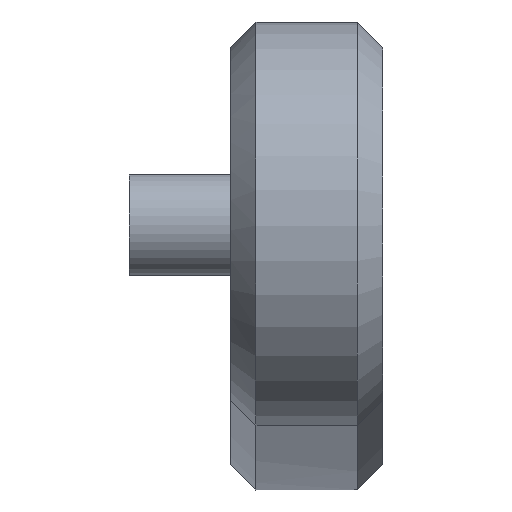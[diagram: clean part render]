
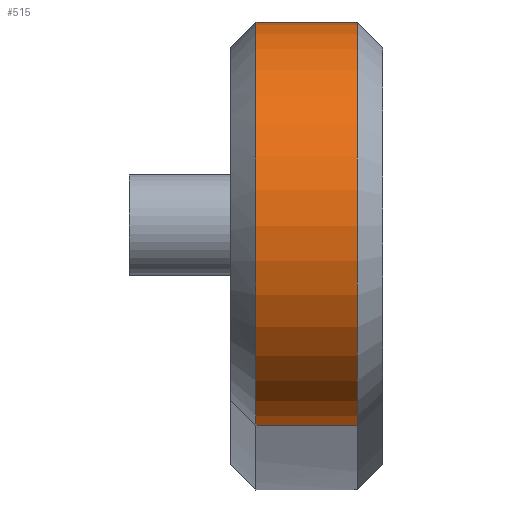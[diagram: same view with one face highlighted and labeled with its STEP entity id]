
A CAD part, front view. The second image highlights one B-rep face of the part: STEP entity #515.
In plain terms, the highlighted cylindrical face has radius 20 mm (diameter 40 mm), a partial arc.
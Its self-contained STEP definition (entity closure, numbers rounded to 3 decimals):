
#1 = EDGE_LOOP ( 'NONE', ( #223, #44, #432, #771 ) ) ;
#29 = VERTEX_POINT ( 'NONE', #681 ) ;
#32 = CARTESIAN_POINT ( 'NONE',  ( 5., -85., 20. ) ) ;
#44 = ORIENTED_EDGE ( 'NONE', *, *, #611, .T. ) ;
#141 = EDGE_CURVE ( 'NONE', #176, #196, #752, .T. ) ;
#176 = VERTEX_POINT ( 'NONE', #763 ) ;
#180 = CARTESIAN_POINT ( 'NONE',  ( -5., -85., 20. ) ) ;
#196 = VERTEX_POINT ( 'NONE', #32 ) ;
#219 = DIRECTION ( 'NONE',  ( 1., 0., 0. ) ) ;
#221 = FACE_OUTER_BOUND ( 'NONE', #1, .T. ) ;
#223 = ORIENTED_EDGE ( 'NONE', *, *, #141, .T. ) ;
#226 = AXIS2_PLACEMENT_3D ( 'NONE', #505, #510, #502 ) ;
#245 = DIRECTION ( 'NONE',  ( -1., 0., 0. ) ) ;
#262 = VECTOR ( 'NONE', #460, 1000. ) ;
#268 = CARTESIAN_POINT ( 'NONE',  ( 5., -85., 0. ) ) ;
#331 = DIRECTION ( 'NONE',  ( 0., 0., -1. ) ) ;
#335 = DIRECTION ( 'NONE',  ( 0., 0., -1. ) ) ;
#339 = CYLINDRICAL_SURFACE ( 'NONE', #226, 20. ) ;
#385 = DIRECTION ( 'NONE',  ( -1., 0., 0. ) ) ;
#428 = AXIS2_PLACEMENT_3D ( 'NONE', #569, #219, #335 ) ;
#432 = ORIENTED_EDGE ( 'NONE', *, *, #751, .T. ) ;
#460 = DIRECTION ( 'NONE',  ( -1., 0., 0. ) ) ;
#502 = DIRECTION ( 'NONE',  ( 0., 0., 1. ) ) ;
#505 = CARTESIAN_POINT ( 'NONE',  ( 7.5, -85., 0. ) ) ;
#510 = DIRECTION ( 'NONE',  ( -1., 0., 0. ) ) ;
#515 = ADVANCED_FACE ( 'NONE', ( #221 ), #339, .T. ) ;
#544 = LINE ( 'NONE', #664, #605 ) ;
#554 = CIRCLE ( 'NONE', #428, 20. ) ;
#569 = CARTESIAN_POINT ( 'NONE',  ( -5., -85., 0. ) ) ;
#600 = LINE ( 'NONE', #729, #262 ) ;
#605 = VECTOR ( 'NONE', #245, 1000. ) ;
#611 = EDGE_CURVE ( 'NONE', #196, #649, #600, .T. ) ;
#649 = VERTEX_POINT ( 'NONE', #180 ) ;
#664 = CARTESIAN_POINT ( 'NONE',  ( 7.5, -88.362, -19.715 ) ) ;
#681 = CARTESIAN_POINT ( 'NONE',  ( -5., -88.362, -19.715 ) ) ;
#726 = EDGE_CURVE ( 'NONE', #176, #29, #544, .T. ) ;
#729 = CARTESIAN_POINT ( 'NONE',  ( 7.5, -85., 20. ) ) ;
#751 = EDGE_CURVE ( 'NONE', #649, #29, #554, .T. ) ;
#752 = CIRCLE ( 'NONE', #782, 20. ) ;
#763 = CARTESIAN_POINT ( 'NONE',  ( 5., -88.362, -19.715 ) ) ;
#771 = ORIENTED_EDGE ( 'NONE', *, *, #726, .F. ) ;
#782 = AXIS2_PLACEMENT_3D ( 'NONE', #268, #385, #331 ) ;
